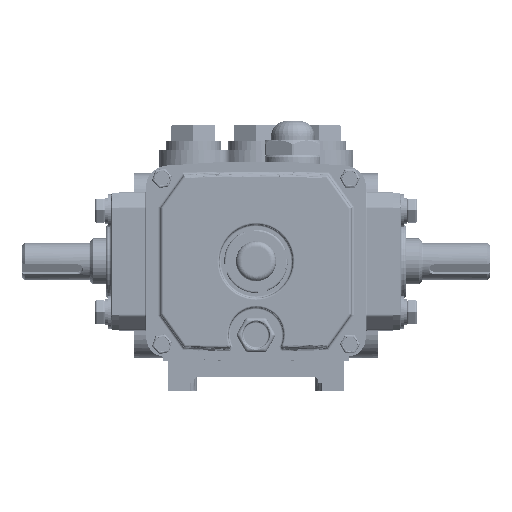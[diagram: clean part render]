
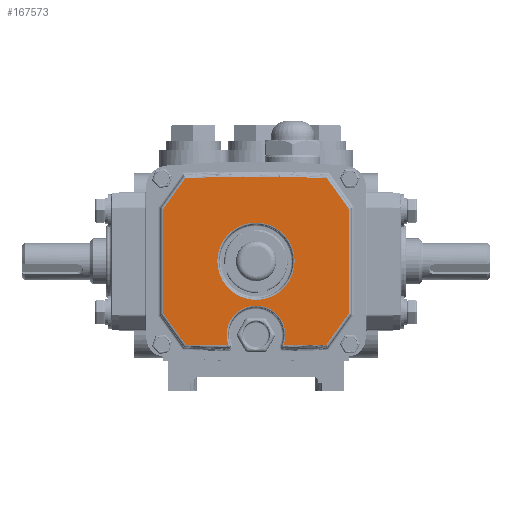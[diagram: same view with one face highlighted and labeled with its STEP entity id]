
A CAD part, top view. The second image highlights one B-rep face of the part: STEP entity #167573.
In plain terms, the highlighted planar face has unit normal (0, 0, 1).
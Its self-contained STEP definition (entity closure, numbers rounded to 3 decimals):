
#15118 = CARTESIAN_POINT ( 'NONE',  ( -21., 36., 243.75 ) ) ;
#15135 = CARTESIAN_POINT ( 'NONE',  ( 21., 36., 243.75 ) ) ;
#15449 = DIRECTION ( 'NONE',  ( -1., 0., 0. ) ) ;
#15451 = DIRECTION ( 'NONE',  ( 0., 0., -1. ) ) ;
#15452 = CARTESIAN_POINT ( 'NONE',  ( 0., 36., 243.75 ) ) ;
#15453 = AXIS2_PLACEMENT_3D ( 'NONE', #15452, #15451, #15449 ) ;
#15454 = CIRCLE ( 'NONE', #15453, 21. ) ;
#29504 = CARTESIAN_POINT ( 'NONE',  ( -16., -4., 243.75 ) ) ;
#43295 = CARTESIAN_POINT ( 'NONE',  ( 16., -4., 243.75 ) ) ;
#43512 = CIRCLE ( 'NONE', #43618, 16. ) ;
#43612 = DIRECTION ( 'NONE',  ( -1., 0., 0. ) ) ;
#43615 = DIRECTION ( 'NONE',  ( 0., 0., -1. ) ) ;
#43616 = CARTESIAN_POINT ( 'NONE',  ( 0., -4., 243.75 ) ) ;
#43618 = AXIS2_PLACEMENT_3D ( 'NONE', #43616, #43615, #43612 ) ;
#106879 = EDGE_CURVE ( 'NONE', #106882, #197763, #249749, .T. ) ;
#106882 = VERTEX_POINT ( 'NONE', #249711 ) ;
#112885 = VERTEX_POINT ( 'NONE', #288132 ) ;
#112887 = EDGE_CURVE ( 'NONE', #112888, #112885, #288127, .T. ) ;
#112888 = VERTEX_POINT ( 'NONE', #288117 ) ;
#167526 = ORIENTED_EDGE ( 'NONE', *, *, #167528, .T. ) ;
#167528 = EDGE_CURVE ( 'NONE', #167716, #167597, #225738, .T. ) ;
#167536 = ORIENTED_EDGE ( 'NONE', *, *, #202800, .T. ) ;
#167537 = ORIENTED_EDGE ( 'NONE', *, *, #167539, .T. ) ;
#167539 = EDGE_CURVE ( 'NONE', #202638, #112888, #225970, .T. ) ;
#167541 = ORIENTED_EDGE ( 'NONE', *, *, #112887, .T. ) ;
#167543 = ORIENTED_EDGE ( 'NONE', *, *, #167545, .T. ) ;
#167545 = EDGE_CURVE ( 'NONE', #112885, #167548, #225953, .T. ) ;
#167548 = VERTEX_POINT ( 'NONE', #225946 ) ;
#167551 = ORIENTED_EDGE ( 'NONE', *, *, #167554, .T. ) ;
#167554 = EDGE_CURVE ( 'NONE', #167548, #167556, #225939, .T. ) ;
#167556 = VERTEX_POINT ( 'NONE', #225930 ) ;
#167558 = ORIENTED_EDGE ( 'NONE', *, *, #167560, .T. ) ;
#167560 = EDGE_CURVE ( 'NONE', #167556, #167563, #225924, .T. ) ;
#167563 = VERTEX_POINT ( 'NONE', #225915 ) ;
#167573 = ADVANCED_FACE ( 'NONE', ( #225891, #225888 ), #226034, .F. ) ;
#167578 = EDGE_LOOP ( 'NONE', ( #167581, #167584 ) ) ;
#167581 = ORIENTED_EDGE ( 'NONE', *, *, #190086, .T. ) ;
#167584 = ORIENTED_EDGE ( 'NONE', *, *, #167586, .T. ) ;
#167586 = EDGE_CURVE ( 'NONE', #189930, #189954, #226013, .T. ) ;
#167590 = EDGE_LOOP ( 'NONE', ( #167592, #167600, #167536, #167537, #167541, #167543, #167551, #167558, #167704, #167709, #167712, #167526 ) ) ;
#167592 = ORIENTED_EDGE ( 'NONE', *, *, #167595, .T. ) ;
#167595 = EDGE_CURVE ( 'NONE', #167597, #106882, #225995, .T. ) ;
#167597 = VERTEX_POINT ( 'NONE', #225984 ) ;
#167600 = ORIENTED_EDGE ( 'NONE', *, *, #106879, .T. ) ;
#167704 = ORIENTED_EDGE ( 'NONE', *, *, #167707, .T. ) ;
#167707 = EDGE_CURVE ( 'NONE', #167563, #167708, #226540, .T. ) ;
#167708 = VERTEX_POINT ( 'NONE', #226542 ) ;
#167709 = ORIENTED_EDGE ( 'NONE', *, *, #167710, .T. ) ;
#167710 = EDGE_CURVE ( 'NONE', #167708, #167711, #226686, .T. ) ;
#167711 = VERTEX_POINT ( 'NONE', #226676 ) ;
#167712 = ORIENTED_EDGE ( 'NONE', *, *, #167714, .T. ) ;
#167714 = EDGE_CURVE ( 'NONE', #167711, #167716, #226664, .T. ) ;
#167716 = VERTEX_POINT ( 'NONE', #226653 ) ;
#189930 = VERTEX_POINT ( 'NONE', #15135 ) ;
#189954 = VERTEX_POINT ( 'NONE', #15118 ) ;
#190086 = EDGE_CURVE ( 'NONE', #189954, #189930, #15454, .T. ) ;
#197763 = VERTEX_POINT ( 'NONE', #29504 ) ;
#202638 = VERTEX_POINT ( 'NONE', #43295 ) ;
#202800 = EDGE_CURVE ( 'NONE', #197763, #202638, #43512, .T. ) ;
#225710 = DIRECTION ( 'NONE',  ( 0.583, -0.812, 0. ) ) ;
#225713 = VECTOR ( 'NONE', #225710, 1000. ) ;
#225716 = CARTESIAN_POINT ( 'NONE',  ( 619.7, -925.192, 243.75 ) ) ;
#225738 = LINE ( 'NONE', #225716, #225713 ) ;
#225809 = CARTESIAN_POINT ( 'NONE',  ( 0., -4., 243.75 ) ) ;
#225888 = FACE_OUTER_BOUND ( 'NONE', #167590, .T. ) ;
#225891 = FACE_BOUND ( 'NONE', #167578, .T. ) ;
#225915 = CARTESIAN_POINT ( 'NONE',  ( 38.216, 81.27, 243.75 ) ) ;
#225917 = DIRECTION ( 'NONE',  ( -0.583, 0.812, 0. ) ) ;
#225918 = VECTOR ( 'NONE', #225917, 1000. ) ;
#225921 = CARTESIAN_POINT ( 'NONE',  ( 713.019, -858.161, 243.75 ) ) ;
#225924 = LINE ( 'NONE', #225921, #225918 ) ;
#225930 = CARTESIAN_POINT ( 'NONE',  ( 50.25, 64.517, 243.75 ) ) ;
#225932 = DIRECTION ( 'NONE',  ( 0., 1., 0. ) ) ;
#225933 = VECTOR ( 'NONE', #225932, 1000. ) ;
#225936 = CARTESIAN_POINT ( 'NONE',  ( 50.25, -1370.329, 243.75 ) ) ;
#225939 = LINE ( 'NONE', #225936, #225933 ) ;
#225946 = CARTESIAN_POINT ( 'NONE',  ( 50.25, 7.483, 243.75 ) ) ;
#225948 = DIRECTION ( 'NONE',  ( 0.583, 0.812, 0. ) ) ;
#225950 = VECTOR ( 'NONE', #225948, 1000. ) ;
#225951 = CARTESIAN_POINT ( 'NONE',  ( -619.7, -925.192, 243.75 ) ) ;
#225953 = LINE ( 'NONE', #225951, #225950 ) ;
#225963 = DIRECTION ( 'NONE',  ( -1., 0., 0. ) ) ;
#225966 = DIRECTION ( 'NONE',  ( 0., 0., -1. ) ) ;
#225969 = AXIS2_PLACEMENT_3D ( 'NONE', #225809, #225966, #225963 ) ;
#225970 = CIRCLE ( 'NONE', #225969, 16. ) ;
#225984 = CARTESIAN_POINT ( 'NONE',  ( -38.216, -9.27, 243.75 ) ) ;
#225987 = DIRECTION ( 'NONE',  ( -1., 0., 0. ) ) ;
#225990 = DIRECTION ( 'NONE',  ( 0., 0., 1. ) ) ;
#225992 = CARTESIAN_POINT ( 'NONE',  ( 0., 1442.329, 243.75 ) ) ;
#225994 = AXIS2_PLACEMENT_3D ( 'NONE', #225992, #225990, #225987 ) ;
#225995 = CIRCLE ( 'NONE', #225994, 1452.102 ) ;
#226003 = DIRECTION ( 'NONE',  ( -1., 0., 0. ) ) ;
#226006 = DIRECTION ( 'NONE',  ( 0., 0., -1. ) ) ;
#226009 = CARTESIAN_POINT ( 'NONE',  ( 0., 36., 243.75 ) ) ;
#226012 = AXIS2_PLACEMENT_3D ( 'NONE', #226009, #226006, #226003 ) ;
#226013 = CIRCLE ( 'NONE', #226012, 21. ) ;
#226022 = DIRECTION ( 'NONE',  ( -1., 0., 0. ) ) ;
#226025 = DIRECTION ( 'NONE',  ( 0., 0., -1. ) ) ;
#226027 = CARTESIAN_POINT ( 'NONE',  ( 0., -1370.329, 243.75 ) ) ;
#226029 = AXIS2_PLACEMENT_3D ( 'NONE', #226027, #226025, #226022 ) ;
#226034 = PLANE ( 'NONE',  #226029 ) ;
#226538 = AXIS2_PLACEMENT_3D ( 'NONE', #226555, #226697, #226693 ) ;
#226540 = CIRCLE ( 'NONE', #226538, 1452.102 ) ;
#226542 = CARTESIAN_POINT ( 'NONE',  ( -38.216, 81.27, 243.75 ) ) ;
#226555 = CARTESIAN_POINT ( 'NONE',  ( 0., -1370.329, 243.75 ) ) ;
#226653 = CARTESIAN_POINT ( 'NONE',  ( -50.25, 7.483, 243.75 ) ) ;
#226656 = DIRECTION ( 'NONE',  ( 0., -1., 0. ) ) ;
#226659 = VECTOR ( 'NONE', #226656, 1000. ) ;
#226662 = CARTESIAN_POINT ( 'NONE',  ( -50.25, -1370.329, 243.75 ) ) ;
#226664 = LINE ( 'NONE', #226662, #226659 ) ;
#226676 = CARTESIAN_POINT ( 'NONE',  ( -50.25, 64.517, 243.75 ) ) ;
#226680 = DIRECTION ( 'NONE',  ( -0.583, -0.812, 0. ) ) ;
#226682 = VECTOR ( 'NONE', #226680, 1000. ) ;
#226684 = CARTESIAN_POINT ( 'NONE',  ( -713.019, -858.161, 243.75 ) ) ;
#226686 = LINE ( 'NONE', #226684, #226682 ) ;
#226693 = DIRECTION ( 'NONE',  ( -1., 0., 0. ) ) ;
#226697 = DIRECTION ( 'NONE',  ( 0., 0., 1. ) ) ;
#249711 = CARTESIAN_POINT ( 'NONE',  ( -14.952, -9.696, 243.75 ) ) ;
#249715 = DIRECTION ( 'NONE',  ( -1., 0., 0. ) ) ;
#249716 = DIRECTION ( 'NONE',  ( 0., 0., -1. ) ) ;
#249719 = CARTESIAN_POINT ( 'NONE',  ( 0., -4., 243.75 ) ) ;
#249746 = AXIS2_PLACEMENT_3D ( 'NONE', #249719, #249716, #249715 ) ;
#249749 = CIRCLE ( 'NONE', #249746, 16. ) ;
#288117 = CARTESIAN_POINT ( 'NONE',  ( 14.952, -9.696, 243.75 ) ) ;
#288120 = DIRECTION ( 'NONE',  ( -1., 0., 0. ) ) ;
#288122 = DIRECTION ( 'NONE',  ( 0., 0., 1. ) ) ;
#288123 = CARTESIAN_POINT ( 'NONE',  ( 0., 1442.329, 243.75 ) ) ;
#288125 = AXIS2_PLACEMENT_3D ( 'NONE', #288123, #288122, #288120 ) ;
#288127 = CIRCLE ( 'NONE', #288125, 1452.102 ) ;
#288132 = CARTESIAN_POINT ( 'NONE',  ( 38.216, -9.27, 243.75 ) ) ;
